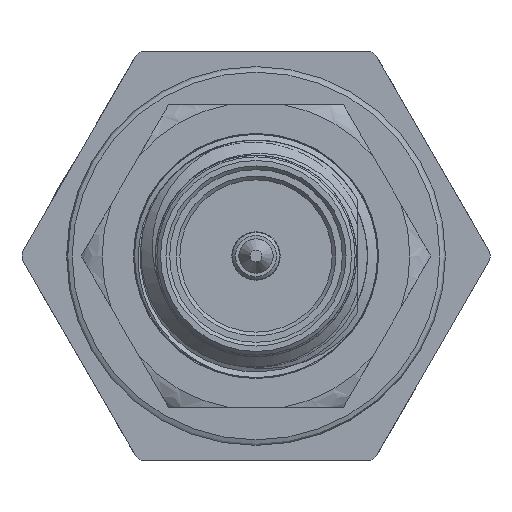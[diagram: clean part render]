
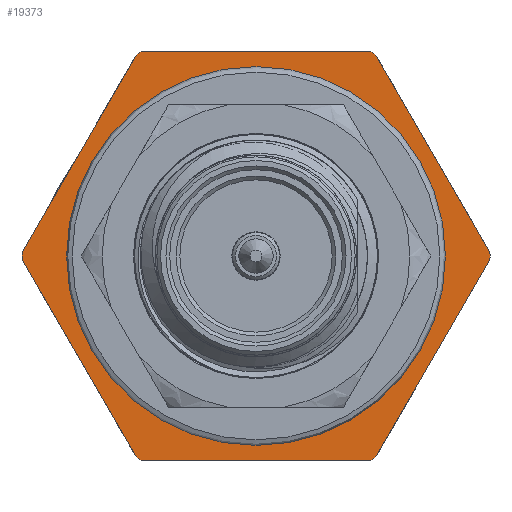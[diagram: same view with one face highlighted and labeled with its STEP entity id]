
A CAD part, front view. The second image highlights one B-rep face of the part: STEP entity #19373.
In plain terms, the highlighted face is planar.
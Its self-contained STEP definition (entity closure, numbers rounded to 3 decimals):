
#1022=LINE('',#37036,#2285);
#1023=LINE('',#37041,#2286);
#1024=LINE('',#37045,#2287);
#1025=LINE('',#37049,#2288);
#1026=LINE('',#37053,#2289);
#1027=LINE('',#37057,#2290);
#2285=VECTOR('',#23543,1000.);
#2286=VECTOR('',#23546,1000.);
#2287=VECTOR('',#23549,1000.);
#2288=VECTOR('',#23552,1000.);
#2289=VECTOR('',#23555,1000.);
#2290=VECTOR('',#23558,1000.);
#3621=PLANE('',#20918);
#4163=ORIENTED_EDGE('',*,*,#10095,.T.);
#4164=ORIENTED_EDGE('',*,*,#10096,.F.);
#4165=ORIENTED_EDGE('',*,*,#10097,.T.);
#4166=ORIENTED_EDGE('',*,*,#10098,.F.);
#4167=ORIENTED_EDGE('',*,*,#10099,.T.);
#4168=ORIENTED_EDGE('',*,*,#10100,.F.);
#4169=ORIENTED_EDGE('',*,*,#10101,.T.);
#4170=ORIENTED_EDGE('',*,*,#10102,.F.);
#4171=ORIENTED_EDGE('',*,*,#10103,.T.);
#4172=ORIENTED_EDGE('',*,*,#10104,.F.);
#4173=ORIENTED_EDGE('',*,*,#10105,.T.);
#4174=ORIENTED_EDGE('',*,*,#10106,.F.);
#4175=ORIENTED_EDGE('',*,*,#10107,.T.);
#10095=EDGE_CURVE('',#13052,#13052,#14772,.T.);
#10096=EDGE_CURVE('',#13053,#13054,#1022,.T.);
#10097=EDGE_CURVE('',#13053,#13055,#14773,.F.);
#10098=EDGE_CURVE('',#13056,#13055,#1023,.T.);
#10099=EDGE_CURVE('',#13056,#13057,#14774,.F.);
#10100=EDGE_CURVE('',#13058,#13057,#1024,.T.);
#10101=EDGE_CURVE('',#13058,#13059,#14775,.F.);
#10102=EDGE_CURVE('',#13060,#13059,#1025,.T.);
#10103=EDGE_CURVE('',#13060,#13061,#14776,.F.);
#10104=EDGE_CURVE('',#13062,#13061,#1026,.T.);
#10105=EDGE_CURVE('',#13062,#13063,#14777,.F.);
#10106=EDGE_CURVE('',#13064,#13063,#1027,.T.);
#10107=EDGE_CURVE('',#13064,#13054,#14778,.F.);
#13052=VERTEX_POINT('',#37035);
#13053=VERTEX_POINT('',#37037);
#13054=VERTEX_POINT('',#37038);
#13055=VERTEX_POINT('',#37040);
#13056=VERTEX_POINT('',#37042);
#13057=VERTEX_POINT('',#37044);
#13058=VERTEX_POINT('',#37046);
#13059=VERTEX_POINT('',#37048);
#13060=VERTEX_POINT('',#37050);
#13061=VERTEX_POINT('',#37052);
#13062=VERTEX_POINT('',#37054);
#13063=VERTEX_POINT('',#37056);
#13064=VERTEX_POINT('',#37058);
#14772=CIRCLE('',#20919,4.9);
#14773=CIRCLE('',#20920,6.3);
#14774=CIRCLE('',#20921,6.3);
#14775=CIRCLE('',#20922,6.3);
#14776=CIRCLE('',#20923,6.3);
#14777=CIRCLE('',#20924,6.3);
#14778=CIRCLE('',#20925,6.3);
#16001=EDGE_LOOP('',(#4163));
#16002=EDGE_LOOP('',(#4164,#4165,#4166,#4167,#4168,#4169,#4170,#4171,#4172,
#4173,#4174,#4175));
#17440=FACE_BOUND('',#16001,.T.);
#17441=FACE_BOUND('',#16002,.T.);
#19373=ADVANCED_FACE('',(#17440,#17441),#3621,.F.);
#20918=AXIS2_PLACEMENT_3D('',#37033,#23539,#23540);
#20919=AXIS2_PLACEMENT_3D('',#37034,#23541,#23542);
#20920=AXIS2_PLACEMENT_3D('',#37039,#23544,#23545);
#20921=AXIS2_PLACEMENT_3D('',#37043,#23547,#23548);
#20922=AXIS2_PLACEMENT_3D('',#37047,#23550,#23551);
#20923=AXIS2_PLACEMENT_3D('',#37051,#23553,#23554);
#20924=AXIS2_PLACEMENT_3D('',#37055,#23556,#23557);
#20925=AXIS2_PLACEMENT_3D('',#37059,#23559,#23560);
#23539=DIRECTION('',(-1.,0.,0.));
#23540=DIRECTION('',(0.,0.,1.));
#23541=DIRECTION('',(-1.,0.,0.));
#23542=DIRECTION('',(0.,1.,0.));
#23543=DIRECTION('',(0.,1.,0.));
#23544=DIRECTION('',(-1.,0.,0.));
#23545=DIRECTION('',(0.,0.,1.));
#23546=DIRECTION('',(0.,0.5,0.866));
#23547=DIRECTION('',(-1.,0.,0.));
#23548=DIRECTION('',(0.,0.,1.));
#23549=DIRECTION('',(0.,-0.5,0.866));
#23550=DIRECTION('',(-1.,0.,0.));
#23551=DIRECTION('',(0.,0.,1.));
#23552=DIRECTION('',(0.,-1.,0.));
#23553=DIRECTION('',(-1.,0.,0.));
#23554=DIRECTION('',(0.,0.,1.));
#23555=DIRECTION('',(0.,-0.5,-0.866));
#23556=DIRECTION('',(-1.,0.,0.));
#23557=DIRECTION('',(0.,0.,1.));
#23558=DIRECTION('',(0.,0.5,-0.866));
#23559=DIRECTION('',(-1.,0.,0.));
#23560=DIRECTION('',(0.,0.,1.));
#37033=CARTESIAN_POINT('',(0.,0.,0.));
#37034=CARTESIAN_POINT('',(0.,0.,0.));
#37035=CARTESIAN_POINT('',(0.,4.9,0.));
#37036=CARTESIAN_POINT('',(0.,-3.175,5.5));
#37037=CARTESIAN_POINT('',(0.,-3.072,5.5));
#37038=CARTESIAN_POINT('',(0.,3.072,5.5));
#37039=CARTESIAN_POINT('',(0.,0.,0.));
#37040=CARTESIAN_POINT('',(0.,-3.227,5.411));
#37041=CARTESIAN_POINT('',(0.,-6.351,0.));
#37042=CARTESIAN_POINT('',(0.,-6.299,0.089));
#37043=CARTESIAN_POINT('',(0.,0.,0.));
#37044=CARTESIAN_POINT('',(0.,-6.299,-0.089));
#37045=CARTESIAN_POINT('',(0.,-3.175,-5.5));
#37046=CARTESIAN_POINT('',(0.,-3.227,-5.411));
#37047=CARTESIAN_POINT('',(0.,0.,0.));
#37048=CARTESIAN_POINT('',(0.,-3.072,-5.5));
#37049=CARTESIAN_POINT('',(0.,3.175,-5.5));
#37050=CARTESIAN_POINT('',(0.,3.072,-5.5));
#37051=CARTESIAN_POINT('',(0.,0.,0.));
#37052=CARTESIAN_POINT('',(0.,3.227,-5.411));
#37053=CARTESIAN_POINT('',(0.,6.351,0.));
#37054=CARTESIAN_POINT('',(0.,6.299,-0.089));
#37055=CARTESIAN_POINT('',(0.,0.,0.));
#37056=CARTESIAN_POINT('',(0.,6.299,0.089));
#37057=CARTESIAN_POINT('',(0.,3.175,5.5));
#37058=CARTESIAN_POINT('',(0.,3.227,5.411));
#37059=CARTESIAN_POINT('',(0.,0.,0.));
